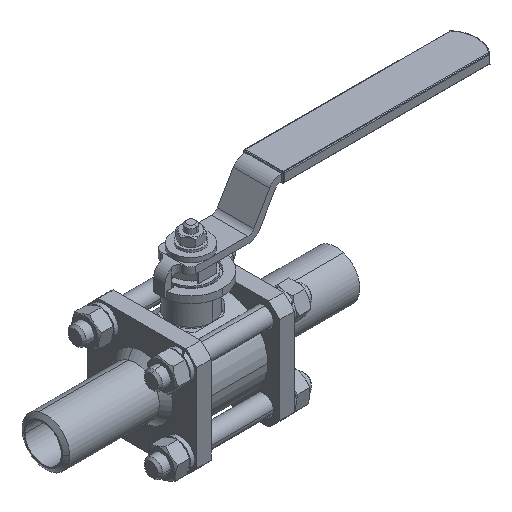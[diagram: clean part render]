
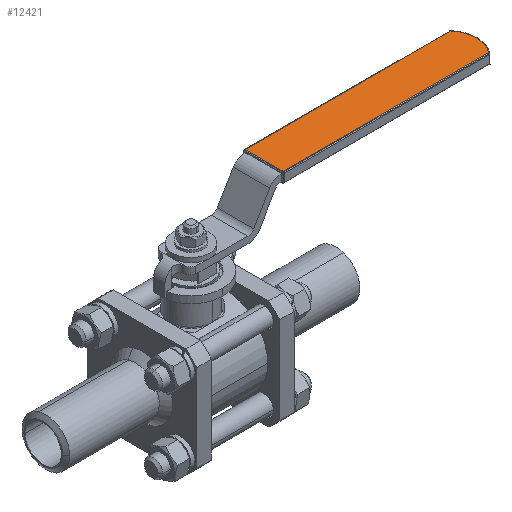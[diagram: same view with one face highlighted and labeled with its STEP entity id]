
A CAD part, isometric view. The second image highlights one B-rep face of the part: STEP entity #12421.
In plain terms, the highlighted planar face has unit normal (0, 0, 1).
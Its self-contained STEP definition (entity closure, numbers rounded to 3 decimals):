
#2610=CARTESIAN_POINT('',(251.143,0.,118.7));
#2611=VERTEX_POINT('',#2610);
#2621=CARTESIAN_POINT('',(245.238,-16.5,118.7));
#2622=VERTEX_POINT('',#2621);
#2623=CARTESIAN_POINT('',(225.137,0.,118.7));
#2624=DIRECTION('',(0.0,0.0,-1.0));
#2625=DIRECTION('',(1.0,0.0,0.0));
#2626=AXIS2_PLACEMENT_3D('',#2623,#2624,#2625);
#2627=CIRCLE('',#2626,26.006);
#2628=EDGE_CURVE('',#2611,#2622,#2627,.T.);
#12031=CARTESIAN_POINT('',(64.517,-16.5,118.7));
#12032=VERTEX_POINT('',#12031);
#12124=CARTESIAN_POINT('',(64.517,16.5,118.7));
#12125=VERTEX_POINT('',#12124);
#12166=CARTESIAN_POINT('',(245.238,16.5,118.7));
#12167=VERTEX_POINT('',#12166);
#12192=CARTESIAN_POINT('',(64.517,16.5,118.7));
#12193=DIRECTION('',(1.0,0.0,0.0));
#12194=VECTOR('',#12193,180.721);
#12195=LINE('',#12192,#12194);
#12196=EDGE_CURVE('',#12125,#12167,#12195,.T.);
#12241=CARTESIAN_POINT('',(225.137,0.,118.7));
#12242=DIRECTION('',(0.0,0.0,-1.0));
#12243=DIRECTION('',(1.0,0.0,0.0));
#12244=AXIS2_PLACEMENT_3D('',#12241,#12242,#12243);
#12245=CIRCLE('',#12244,26.006);
#12246=EDGE_CURVE('',#12167,#2611,#12245,.T.);
#12275=CARTESIAN_POINT('',(64.517,-16.5,118.7));
#12276=DIRECTION('',(0.0,1.0,0.0));
#12277=VECTOR('',#12276,33.0);
#12278=LINE('',#12275,#12277);
#12279=EDGE_CURVE('',#12032,#12125,#12278,.T.);
#12329=CARTESIAN_POINT('',(245.238,-16.5,118.7));
#12330=DIRECTION('',(-1.0,0.0,0.0));
#12331=VECTOR('',#12330,180.721);
#12332=LINE('',#12329,#12331);
#12333=EDGE_CURVE('',#2622,#12032,#12332,.T.);
#12409=CARTESIAN_POINT('',(246.745,0.,118.7));
#12410=DIRECTION('',(0.0,0.0,1.0));
#12411=DIRECTION('',(-1.0,0.0,0.0));
#12412=AXIS2_PLACEMENT_3D('',#12409,#12410,#12411);
#12413=PLANE('',#12412);
#12414=ORIENTED_EDGE('',*,*,#12196,.F.);
#12415=ORIENTED_EDGE('',*,*,#12279,.F.);
#12416=ORIENTED_EDGE('',*,*,#12333,.F.);
#12417=ORIENTED_EDGE('',*,*,#2628,.F.);
#12418=ORIENTED_EDGE('',*,*,#12246,.F.);
#12419=EDGE_LOOP('',(#12414,#12415,#12416,#12417,#12418));
#12420=FACE_OUTER_BOUND('',#12419,.T.);
#12421=ADVANCED_FACE('',(#12420),#12413,.T.);
